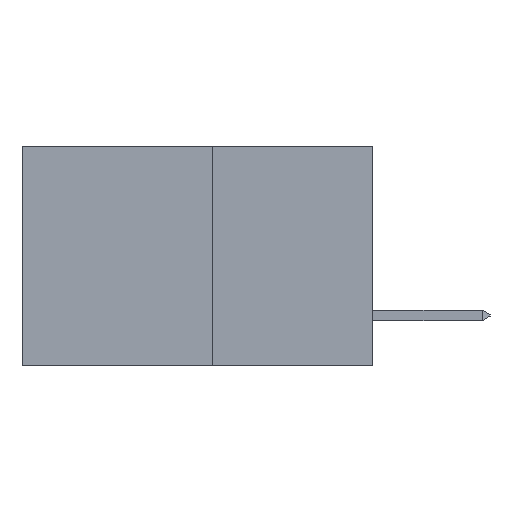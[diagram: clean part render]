
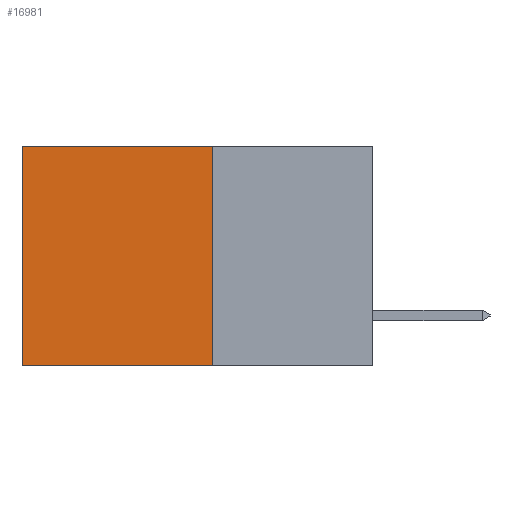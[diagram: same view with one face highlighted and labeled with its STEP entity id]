
A CAD part, left-side view. The second image highlights one B-rep face of the part: STEP entity #16981.
In plain terms, the highlighted planar face has unit normal (-1, 0, 0).
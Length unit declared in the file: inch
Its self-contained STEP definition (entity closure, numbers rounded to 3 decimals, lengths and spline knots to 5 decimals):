
#1603 = EDGE_CURVE ( 'NONE', #5571, #2458, #8688, .T. ) ;
#2241 = EDGE_LOOP ( 'NONE', ( #15069, #18812, #9094, #13133 ) ) ;
#2458 = VERTEX_POINT ( 'NONE', #3511 ) ;
#3511 = CARTESIAN_POINT ( 'NONE',  ( 0.277, 0.27, -0.37 ) ) ;
#3948 = CARTESIAN_POINT ( 'NONE',  ( 0.277, 0.59, -0.37 ) ) ;
#4438 = VECTOR ( 'NONE', #14846, 39.37008 ) ;
#4960 = FACE_OUTER_BOUND ( 'NONE', #2241, .T. ) ;
#4987 = CARTESIAN_POINT ( 'NONE',  ( 0.277, 0.59, 0. ) ) ;
#5171 = LINE ( 'NONE', #5182, #12945 ) ;
#5182 = CARTESIAN_POINT ( 'NONE',  ( 0.277, 0.59, -0.37 ) ) ;
#5277 = PLANE ( 'NONE',  #9884 ) ;
#5547 = DIRECTION ( 'NONE',  ( 0., 1., 0. ) ) ;
#5571 = VERTEX_POINT ( 'NONE', #6678 ) ;
#6678 = CARTESIAN_POINT ( 'NONE',  ( 0.277, 0.27, 0. ) ) ;
#6875 = DIRECTION ( 'NONE',  ( 1., 0., 0. ) ) ;
#6905 = EDGE_CURVE ( 'NONE', #2458, #12158, #16044, .T. ) ;
#7904 = VECTOR ( 'NONE', #14541, 39.37008 ) ;
#8427 = CARTESIAN_POINT ( 'NONE',  ( 0.277, 0.27, -0.37 ) ) ;
#8688 = LINE ( 'NONE', #14491, #4438 ) ;
#9094 = ORIENTED_EDGE ( 'NONE', *, *, #1603, .F. ) ;
#9884 = AXIS2_PLACEMENT_3D ( 'NONE', #8427, #6875, #17596 ) ;
#10053 = VERTEX_POINT ( 'NONE', #4987 ) ;
#12158 = VERTEX_POINT ( 'NONE', #3948 ) ;
#12945 = VECTOR ( 'NONE', #17449, 39.37008 ) ;
#13133 = ORIENTED_EDGE ( 'NONE', *, *, #13665, .T. ) ;
#13665 = EDGE_CURVE ( 'NONE', #5571, #10053, #19363, .T. ) ;
#14491 = CARTESIAN_POINT ( 'NONE',  ( 0.277, 0.27, -0.37 ) ) ;
#14541 = DIRECTION ( 'NONE',  ( 0., 1., 0. ) ) ;
#14846 = DIRECTION ( 'NONE',  ( 0., 0., -1. ) ) ;
#15069 = ORIENTED_EDGE ( 'NONE', *, *, #17588, .T. ) ;
#15416 = VECTOR ( 'NONE', #5547, 39.37008 ) ;
#16044 = LINE ( 'NONE', #18994, #7904 ) ;
#16283 = CARTESIAN_POINT ( 'NONE',  ( 0.277, 0.27, 0. ) ) ;
#16981 = ADVANCED_FACE ( 'NONE', ( #4960 ), #5277, .F. ) ;
#17449 = DIRECTION ( 'NONE',  ( 0., 0., -1. ) ) ;
#17588 = EDGE_CURVE ( 'NONE', #10053, #12158, #5171, .T. ) ;
#17596 = DIRECTION ( 'NONE',  ( 0., 0., -1. ) ) ;
#18812 = ORIENTED_EDGE ( 'NONE', *, *, #6905, .F. ) ;
#18994 = CARTESIAN_POINT ( 'NONE',  ( 0.277, 0.27, -0.37 ) ) ;
#19363 = LINE ( 'NONE', #16283, #15416 ) ;
